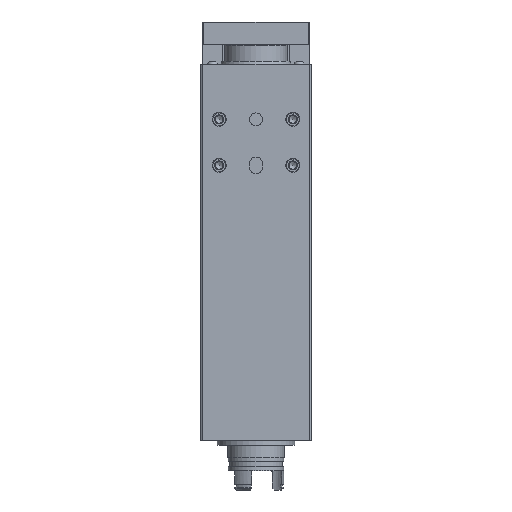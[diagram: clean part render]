
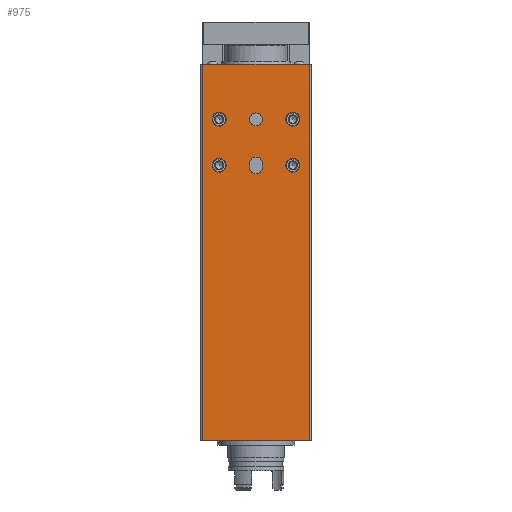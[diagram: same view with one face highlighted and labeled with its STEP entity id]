
A CAD part, front view. The second image highlights one B-rep face of the part: STEP entity #975.
In plain terms, the highlighted planar face has unit normal (0, -1, 0).
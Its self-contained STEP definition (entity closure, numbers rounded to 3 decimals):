
#975 = ADVANCED_FACE( '', ( #2394, #2395, #2396, #2397, #2398, #2399, #2400 ), #2401, .F. );
#2394 = FACE_BOUND( '', #4468, .T. );
#2395 = FACE_BOUND( '', #4469, .T. );
#2396 = FACE_BOUND( '', #4470, .T. );
#2397 = FACE_BOUND( '', #4471, .T. );
#2398 = FACE_OUTER_BOUND( '', #4472, .T. );
#2399 = FACE_BOUND( '', #4473, .T. );
#2400 = FACE_BOUND( '', #4474, .T. );
#2401 = PLANE( '', #4475 );
#4468 = EDGE_LOOP( '', ( #7135 ) );
#4469 = EDGE_LOOP( '', ( #7136 ) );
#4470 = EDGE_LOOP( '', ( #7137 ) );
#4471 = EDGE_LOOP( '', ( #7138 ) );
#4472 = EDGE_LOOP( '', ( #7139, #7140, #7141, #7142 ) );
#4473 = EDGE_LOOP( '', ( #7143 ) );
#4474 = EDGE_LOOP( '', ( #7144, #7145, #7146, #7147 ) );
#4475 = AXIS2_PLACEMENT_3D( '', #7148, #7149, #7150 );
#7135 = ORIENTED_EDGE( '', *, *, #11681, .F. );
#7136 = ORIENTED_EDGE( '', *, *, #11682, .F. );
#7137 = ORIENTED_EDGE( '', *, *, #11683, .F. );
#7138 = ORIENTED_EDGE( '', *, *, #11486, .F. );
#7139 = ORIENTED_EDGE( '', *, *, #11684, .T. );
#7140 = ORIENTED_EDGE( '', *, *, #11685, .F. );
#7141 = ORIENTED_EDGE( '', *, *, #11686, .F. );
#7142 = ORIENTED_EDGE( '', *, *, #11687, .T. );
#7143 = ORIENTED_EDGE( '', *, *, #11688, .T. );
#7144 = ORIENTED_EDGE( '', *, *, #11689, .T. );
#7145 = ORIENTED_EDGE( '', *, *, #11613, .T. );
#7146 = ORIENTED_EDGE( '', *, *, #11690, .T. );
#7147 = ORIENTED_EDGE( '', *, *, #11567, .T. );
#7148 = CARTESIAN_POINT( '', ( -29., -30., 204.5 ) );
#7149 = DIRECTION( '', ( 0., 1., 0. ) );
#7150 = DIRECTION( '', ( 0., 0., 1. ) );
#11486 = EDGE_CURVE( '', #13677, #13677, #13678, .T. );
#11567 = EDGE_CURVE( '', #13814, #13815, #13816, .T. );
#11613 = EDGE_CURVE( '', #13889, #13890, #13891, .T. );
#11681 = EDGE_CURVE( '', #14004, #14004, #14005, .T. );
#11682 = EDGE_CURVE( '', #14006, #14006, #14007, .T. );
#11683 = EDGE_CURVE( '', #14008, #14008, #14009, .T. );
#11684 = EDGE_CURVE( '', #14010, #14011, #14012, .T. );
#11685 = EDGE_CURVE( '', #14013, #14011, #14014, .T. );
#11686 = EDGE_CURVE( '', #14015, #14013, #14016, .T. );
#11687 = EDGE_CURVE( '', #14015, #14010, #14017, .T. );
#11688 = EDGE_CURVE( '', #14018, #14018, #14019, .T. );
#11689 = EDGE_CURVE( '', #13815, #13889, #14020, .T. );
#11690 = EDGE_CURVE( '', #13890, #13814, #14021, .T. );
#13677 = VERTEX_POINT( '', #16789 );
#13678 = CIRCLE( '', #16790, 3.8 );
#13814 = VERTEX_POINT( '', #16977 );
#13815 = VERTEX_POINT( '', #16978 );
#13816 = LINE( '', #16979, #16980 );
#13889 = VERTEX_POINT( '', #17103 );
#13890 = VERTEX_POINT( '', #17104 );
#13891 = LINE( '', #17105, #17106 );
#14004 = VERTEX_POINT( '', #17277 );
#14005 = CIRCLE( '', #17278, 3.8 );
#14006 = VERTEX_POINT( '', #17279 );
#14007 = CIRCLE( '', #17280, 3.8 );
#14008 = VERTEX_POINT( '', #17281 );
#14009 = CIRCLE( '', #17282, 3.8 );
#14010 = VERTEX_POINT( '', #17283 );
#14011 = VERTEX_POINT( '', #17284 );
#14012 = LINE( '', #17285, #17286 );
#14013 = VERTEX_POINT( '', #17287 );
#14014 = LINE( '', #17288, #17289 );
#14015 = VERTEX_POINT( '', #17290 );
#14016 = LINE( '', #17291, #17292 );
#14017 = LINE( '', #17293, #17294 );
#14018 = VERTEX_POINT( '', #17295 );
#14019 = CIRCLE( '', #17296, 3.5 );
#14020 = CIRCLE( '', #17297, 3.5 );
#14021 = CIRCLE( '', #17298, 3.5 );
#16789 = CARTESIAN_POINT( '', ( 20., -30., 170.7 ) );
#16790 = AXIS2_PLACEMENT_3D( '', #20542, #20543, #20544 );
#16977 = CARTESIAN_POINT( '', ( 3.5, -30., 150.5 ) );
#16978 = CARTESIAN_POINT( '', ( 3.5, -30., 148.5 ) );
#16979 = CARTESIAN_POINT( '', ( 3.5, -30., 150.5 ) );
#16980 = VECTOR( '', #20663, 1000. );
#17103 = CARTESIAN_POINT( '', ( -3.5, -30., 148.5 ) );
#17104 = CARTESIAN_POINT( '', ( -3.5, -30., 150.5 ) );
#17105 = CARTESIAN_POINT( '', ( -3.5, -30., 148.5 ) );
#17106 = VECTOR( '', #20717, 1000. );
#17277 = CARTESIAN_POINT( '', ( -20., -30., 170.7 ) );
#17278 = AXIS2_PLACEMENT_3D( '', #20813, #20814, #20815 );
#17279 = CARTESIAN_POINT( '', ( -20., -30., 145.7 ) );
#17280 = AXIS2_PLACEMENT_3D( '', #20816, #20817, #20818 );
#17281 = CARTESIAN_POINT( '', ( 20., -30., 145.7 ) );
#17282 = AXIS2_PLACEMENT_3D( '', #20819, #20820, #20821 );
#17283 = CARTESIAN_POINT( '', ( -29., -30., 0. ) );
#17284 = CARTESIAN_POINT( '', ( 29., -30., 0. ) );
#17285 = CARTESIAN_POINT( '', ( -29., -30., 0. ) );
#17286 = VECTOR( '', #20822, 1000. );
#17287 = CARTESIAN_POINT( '', ( 29., -30., 204.5 ) );
#17288 = CARTESIAN_POINT( '', ( 29., -30., 204.5 ) );
#17289 = VECTOR( '', #20823, 1000. );
#17290 = CARTESIAN_POINT( '', ( -29., -30., 204.5 ) );
#17291 = CARTESIAN_POINT( '', ( -29., -30., 204.5 ) );
#17292 = VECTOR( '', #20824, 1000. );
#17293 = CARTESIAN_POINT( '', ( -29., -30., 204.5 ) );
#17294 = VECTOR( '', #20825, 1000. );
#17295 = CARTESIAN_POINT( '', ( 3.5, -30., 174.5 ) );
#17296 = AXIS2_PLACEMENT_3D( '', #20826, #20827, #20828 );
#17297 = AXIS2_PLACEMENT_3D( '', #20829, #20830, #20831 );
#17298 = AXIS2_PLACEMENT_3D( '', #20832, #20833, #20834 );
#20542 = CARTESIAN_POINT( '', ( 20., -30., 174.5 ) );
#20543 = DIRECTION( '', ( 0., -1., 0. ) );
#20544 = DIRECTION( '', ( 0., 0., -1. ) );
#20663 = DIRECTION( '', ( 0., 0., -1. ) );
#20717 = DIRECTION( '', ( 0., 0., 1. ) );
#20813 = CARTESIAN_POINT( '', ( -20., -30., 174.5 ) );
#20814 = DIRECTION( '', ( 0., -1., 0. ) );
#20815 = DIRECTION( '', ( 0., 0., -1. ) );
#20816 = CARTESIAN_POINT( '', ( -20., -30., 149.5 ) );
#20817 = DIRECTION( '', ( 0., -1., 0. ) );
#20818 = DIRECTION( '', ( 0., 0., -1. ) );
#20819 = CARTESIAN_POINT( '', ( 20., -30., 149.5 ) );
#20820 = DIRECTION( '', ( 0., -1., 0. ) );
#20821 = DIRECTION( '', ( 0., 0., -1. ) );
#20822 = DIRECTION( '', ( 1., 0., 0. ) );
#20823 = DIRECTION( '', ( 0., 0., -1. ) );
#20824 = DIRECTION( '', ( 1., 0., 0. ) );
#20825 = DIRECTION( '', ( 0., 0., -1. ) );
#20826 = CARTESIAN_POINT( '', ( 0., -30., 174.5 ) );
#20827 = DIRECTION( '', ( 0., 1., 0. ) );
#20828 = DIRECTION( '', ( 1., 0., 0. ) );
#20829 = CARTESIAN_POINT( '', ( 0., -30., 148.5 ) );
#20830 = DIRECTION( '', ( 0., 1., 0. ) );
#20831 = DIRECTION( '', ( 1., 0., 0. ) );
#20832 = CARTESIAN_POINT( '', ( 0., -30., 150.5 ) );
#20833 = DIRECTION( '', ( 0., 1., 0. ) );
#20834 = DIRECTION( '', ( 1., 0., 0. ) );
